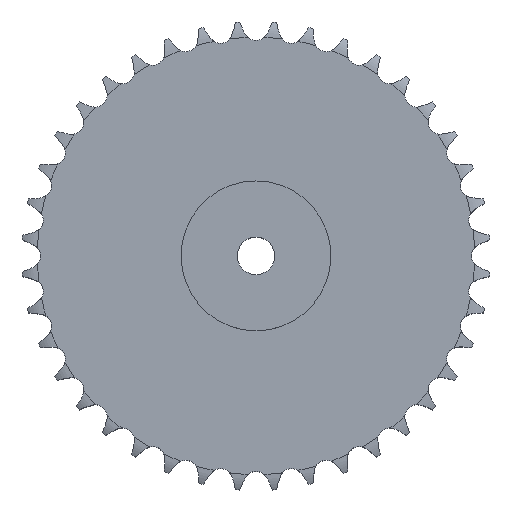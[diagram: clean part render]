
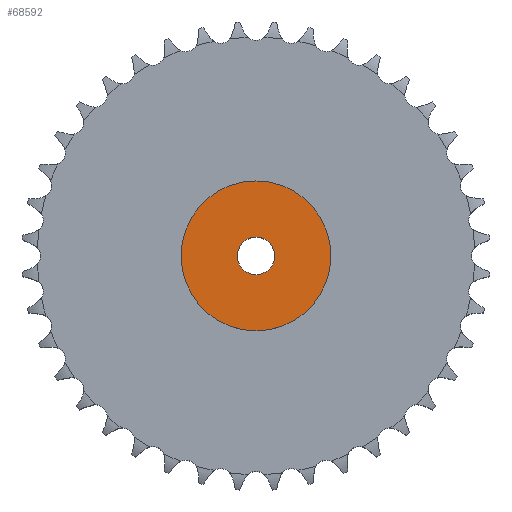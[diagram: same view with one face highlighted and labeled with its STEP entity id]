
A CAD part, top view. The second image highlights one B-rep face of the part: STEP entity #68592.
In plain terms, the highlighted planar face has unit normal (0, 0, 1).
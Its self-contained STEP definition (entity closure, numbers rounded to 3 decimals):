
#36801 = CYLINDRICAL_SURFACE('',#36802,20.);
#36802 = AXIS2_PLACEMENT_3D('',#36803,#36804,#36805);
#36803 = CARTESIAN_POINT('',(0.,0.,759.081));
#36804 = DIRECTION('',(0.,0.,1.));
#36805 = DIRECTION('',(1.,0.,0.));
#47053 = EDGE_CURVE('',#47054,#47054,#47056,.T.);
#47054 = VERTEX_POINT('',#47055);
#47055 = CARTESIAN_POINT('',(20.,0.,150.));
#47056 = SURFACE_CURVE('',#47057,(#47062,#47069),.PCURVE_S1.);
#47057 = CIRCLE('',#47058,20.);
#47058 = AXIS2_PLACEMENT_3D('',#47059,#47060,#47061);
#47059 = CARTESIAN_POINT('',(0.,0.,150.));
#47060 = DIRECTION('',(0.,0.,1.));
#47061 = DIRECTION('',(1.,0.,0.));
#47062 = PCURVE('',#36801,#47063);
#47063 = DEFINITIONAL_REPRESENTATION('',(#47064),#47068);
#47064 = LINE('',#47065,#47066);
#47065 = CARTESIAN_POINT('',(0.,-609.081));
#47066 = VECTOR('',#47067,1.);
#47067 = DIRECTION('',(1.,0.));
#47068 = ( GEOMETRIC_REPRESENTATION_CONTEXT(2) 
PARAMETRIC_REPRESENTATION_CONTEXT() REPRESENTATION_CONTEXT('2D SPACE',''
  ) );
#47069 = PCURVE('',#47070,#47075);
#47070 = PLANE('',#47071);
#47071 = AXIS2_PLACEMENT_3D('',#47072,#47073,#47074);
#47072 = CARTESIAN_POINT('',(0.,0.,150.
    ));
#47073 = DIRECTION('',(0.,0.,1.));
#47074 = DIRECTION('',(1.,0.,0.));
#47075 = DEFINITIONAL_REPRESENTATION('',(#47076),#47080);
#47076 = CIRCLE('',#47077,20.);
#47077 = AXIS2_PLACEMENT_2D('',#47078,#47079);
#47078 = CARTESIAN_POINT('',(0.,0.));
#47079 = DIRECTION('',(1.,0.));
#47080 = ( GEOMETRIC_REPRESENTATION_CONTEXT(2) 
PARAMETRIC_REPRESENTATION_CONTEXT() REPRESENTATION_CONTEXT('2D SPACE',''
  ) );
#68592 = ADVANCED_FACE('',(#68593,#68624),#47070,.T.);
#68593 = FACE_BOUND('',#68594,.T.);
#68594 = EDGE_LOOP('',(#68595));
#68595 = ORIENTED_EDGE('',*,*,#68596,.T.);
#68596 = EDGE_CURVE('',#68597,#68597,#68599,.T.);
#68597 = VERTEX_POINT('',#68598);
#68598 = CARTESIAN_POINT('',(80.,0.,150.));
#68599 = SURFACE_CURVE('',#68600,(#68605,#68612),.PCURVE_S1.);
#68600 = CIRCLE('',#68601,80.);
#68601 = AXIS2_PLACEMENT_3D('',#68602,#68603,#68604);
#68602 = CARTESIAN_POINT('',(0.,0.,150.));
#68603 = DIRECTION('',(0.,0.,1.));
#68604 = DIRECTION('',(1.,0.,0.));
#68605 = PCURVE('',#47070,#68606);
#68606 = DEFINITIONAL_REPRESENTATION('',(#68607),#68611);
#68607 = CIRCLE('',#68608,80.);
#68608 = AXIS2_PLACEMENT_2D('',#68609,#68610);
#68609 = CARTESIAN_POINT('',(0.,0.));
#68610 = DIRECTION('',(1.,0.));
#68611 = ( GEOMETRIC_REPRESENTATION_CONTEXT(2) 
PARAMETRIC_REPRESENTATION_CONTEXT() REPRESENTATION_CONTEXT('2D SPACE',''
  ) );
#68612 = PCURVE('',#68613,#68618);
#68613 = CYLINDRICAL_SURFACE('',#68614,80.);
#68614 = AXIS2_PLACEMENT_3D('',#68615,#68616,#68617);
#68615 = CARTESIAN_POINT('',(0.,0.,0.));
#68616 = DIRECTION('',(-0.,-0.,-1.));
#68617 = DIRECTION('',(1.,0.,0.));
#68618 = DEFINITIONAL_REPRESENTATION('',(#68619),#68623);
#68619 = LINE('',#68620,#68621);
#68620 = CARTESIAN_POINT('',(-0.,-150.));
#68621 = VECTOR('',#68622,1.);
#68622 = DIRECTION('',(-1.,0.));
#68623 = ( GEOMETRIC_REPRESENTATION_CONTEXT(2) 
PARAMETRIC_REPRESENTATION_CONTEXT() REPRESENTATION_CONTEXT('2D SPACE',''
  ) );
#68624 = FACE_BOUND('',#68625,.T.);
#68625 = EDGE_LOOP('',(#68626));
#68626 = ORIENTED_EDGE('',*,*,#47053,.F.);
